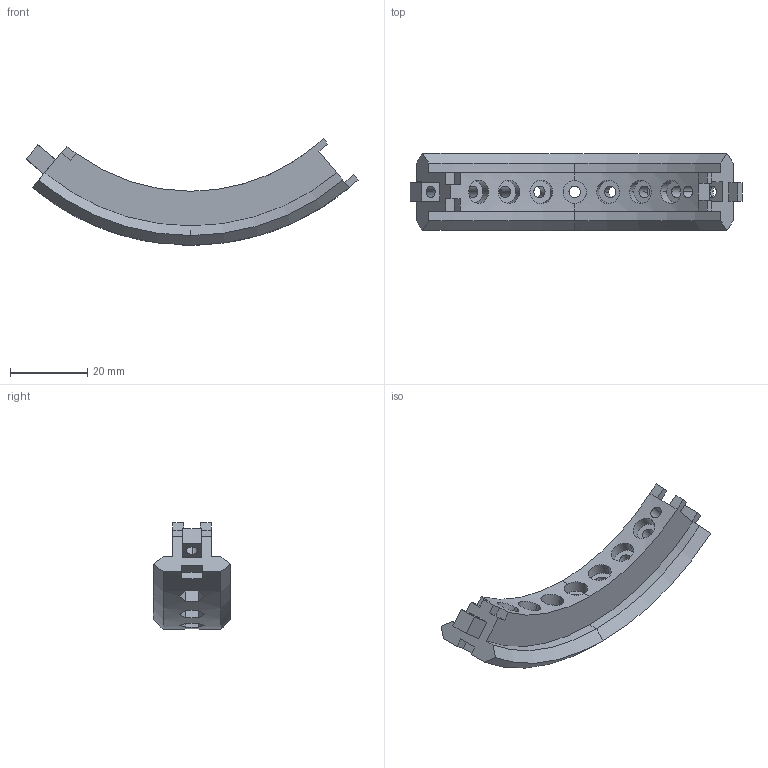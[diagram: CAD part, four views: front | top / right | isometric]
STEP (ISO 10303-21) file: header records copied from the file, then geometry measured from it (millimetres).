
FILE_DESCRIPTION (( 'STEP AP214' ), '1' );
FILE_NAME ('賑遠R50.ST', '2024-11-26T10:44:12', ( '' ), ( '' ), 'SwSTEP 2.0', 'SolidWorks 2024', '' );
FILE_SCHEMA (( 'AUTOMOTIVE_DESIGN' ));
Length unit declared in the file: millimetre
Products named in the file (1): 滑环R50
Bounding box: 86.21 x 20 x 27.63 mm (x, y, z)
Volume: 12329.1 mm3; surface area: 7230 mm2
Topology: 1 solids, 1 shells, 144 faces, 373 edges, 246 vertices
Faces by surface type: plane 94, cylinder 44, cone 6
Entity records: 4958 total; most frequent: CARTESIAN_POINT 1412, ORIENTED_EDGE 746, DIRECTION 693, EDGE_CURVE 373, VECTOR 247, LINE 247, VERTEX_POINT 246, AXIS2_PLACEMENT_3D 223
